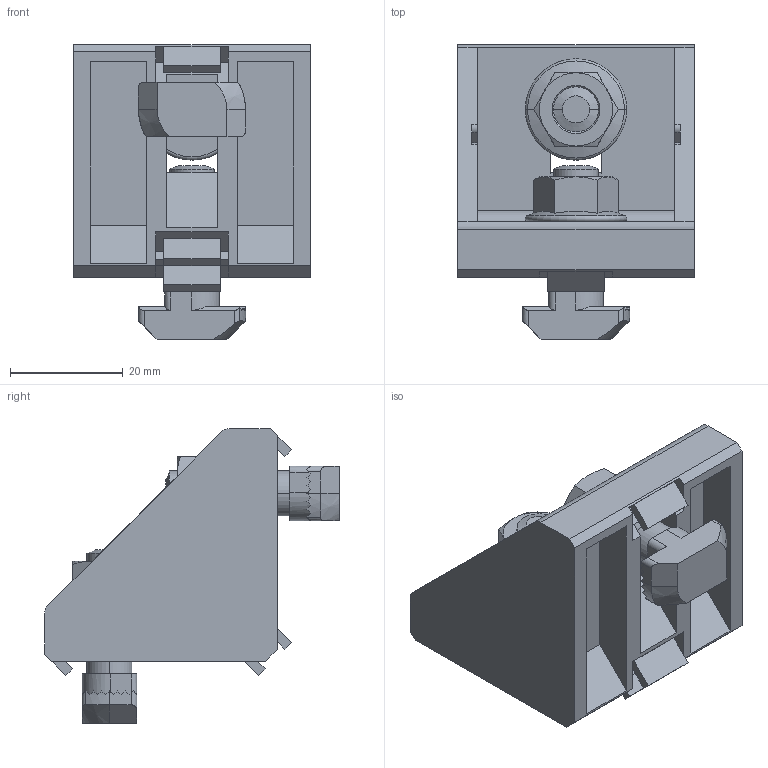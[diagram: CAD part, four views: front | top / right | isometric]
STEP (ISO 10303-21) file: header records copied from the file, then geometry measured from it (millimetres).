
FILE_DESCRIPTION((''),'2;1');
FILE_NAME('11103_KOTNIK-45X45-KPL_ASM','2022-09-16T13:40:10',('PredragRovcanin'),('Audax d.o.o.'),'CREO PARAMETRIC BY PTC INC, 2020281','CREO PARAMETRIC BY PTC INC, 2020281','');
FILE_SCHEMA(('AUTOMOTIVE_DESIGN { 1 0 10303 214 1 1 1 1 }'));
Length unit declared in the file: millimetre
Products named in the file (4): 11103_KOTNIK_AL_45X45_U10; VIJAK_KLAD_GL_M8X25; 11052_MATICA_PRIROBNICA_M8; 11103_KOTNIK-45X45-KPL_ASM
Assembly tree (5 placements, depth 2):
  11103_KOTNIK-45X45-KPL_ASM
    11103_KOTNIK_AL_45X45_U10
    VIJAK_KLAD_GL_M8X25  x2
    11052_MATICA_PRIROBNICA_M8  x2
Bounding box: 42 x 52.3 x 52.3 mm (x, y, z)
Volume: 26646.2 mm3; surface area: 18585.9 mm2
Topology: 5 solids, 9 shells, 258 faces, 698 edges, 476 vertices
Faces by surface type: plane 181, cylinder 45, cone 28, torus 4
Entity records: 8439 total; most frequent: CARTESIAN_POINT 1276, ORIENTED_EDGE 932, DIRECTION 906, PRESENTATION_STYLE_ASSIGNMENT 506, STYLED_ITEM 506, CURVE_STYLE 501, EDGE_CURVE 470, VECTOR 352
